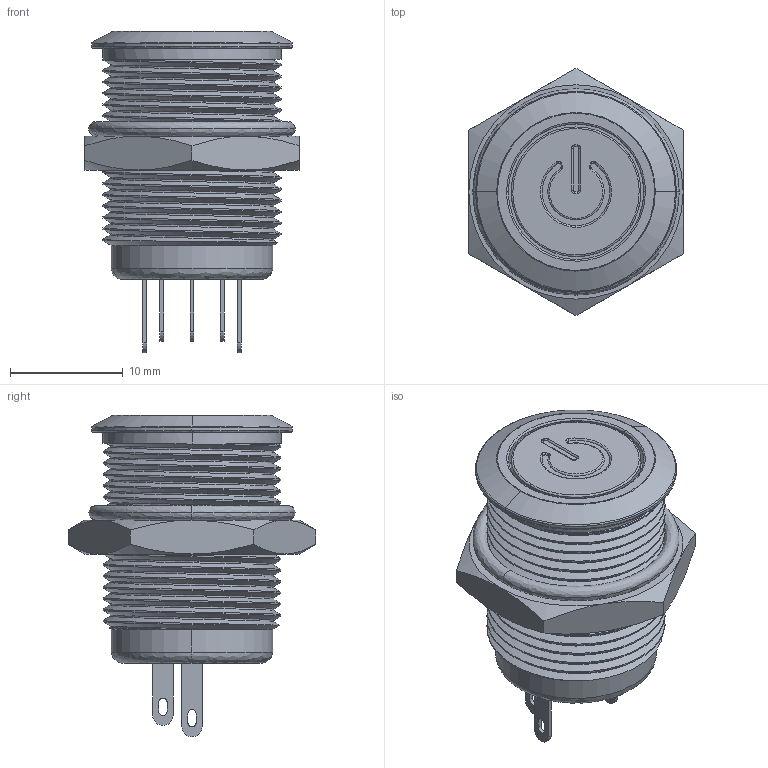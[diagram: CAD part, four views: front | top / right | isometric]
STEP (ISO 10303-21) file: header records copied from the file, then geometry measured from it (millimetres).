
FILE_DESCRIPTION (( 'STEP AP203' ), '1' );
FILE_NAME ('Metal LED Illuminated Latching 16mm Power Push Button ON-OFF Switch 1_2V (1).STEP_默认_sldprt.STEP', '2025-11-13T14:26:24', ( '' ), ( '' ), 'SwSTEP 2.0', 'SolidWorks 2020', '' );
FILE_SCHEMA (( 'CONFIG_CONTROL_DESIGN' ));
Length unit declared in the file: millimetre
Products named in the file (1): Metal LED Illuminated Latching 16mm Power Push Button ON-OFF Switch 1_2V (1).STEP_默认_sldprt
Bounding box: 19 x 21.94 x 28.5 mm (x, y, z)
Volume: 4483.2 mm3; surface area: 3334.6 mm2
Topology: 9 solids, 9 shells, 184 faces, 447 edges, 286 vertices
Faces by surface type: cylinder 76, plane 55, bspline 33, cone 20
Entity records: 10496 total; most frequent: CARTESIAN_POINT 6408, ORIENTED_EDGE 894, DIRECTION 777, EDGE_CURVE 447, AXIS2_PLACEMENT_3D 303, VERTEX_POINT 286, EDGE_LOOP 203, ADVANCED_FACE 184
